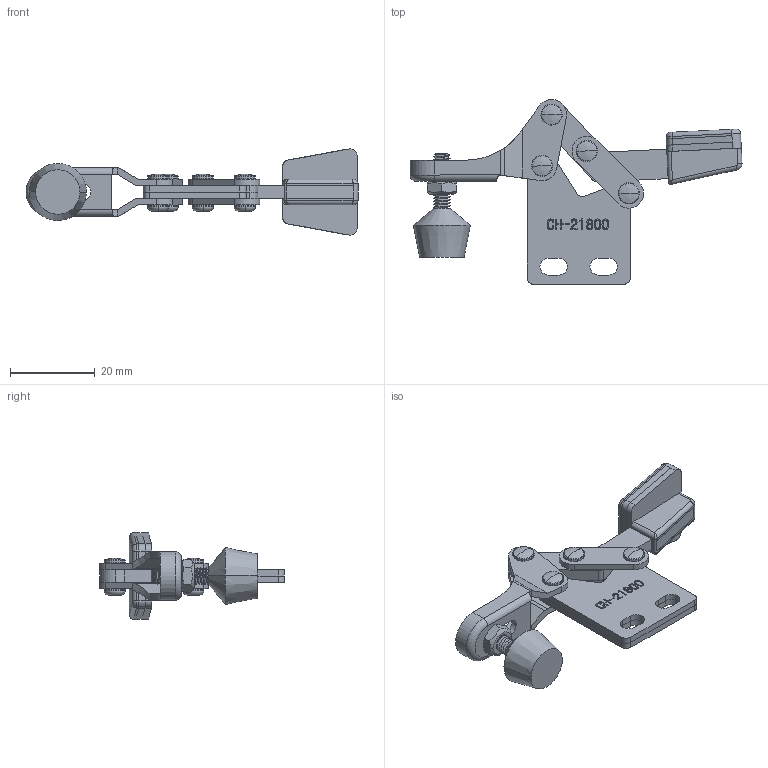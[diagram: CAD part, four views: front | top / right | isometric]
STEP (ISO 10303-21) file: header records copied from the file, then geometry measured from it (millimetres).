
FILE_DESCRIPTION (( 'STEP AP203' ), '1' );
FILE_NAME ('CH-21800.STEP', '2010-06-04T02:51:36', ( '·L?¥Î?' ), ( '·L?¤¤?' ), 'SwSTEP 2.0', 'SolidWorks 2005179', '' );
FILE_SCHEMA (( 'CONFIG_CONTROL_DESIGN' ));
Length unit declared in the file: millimetre
Products named in the file (8): 20800-04_??; CH-21800; 042507_??; 21800-01_??; 20800-03_??; 20800-02_??; 042507-02_??; 20800-06_??
Assembly tree (12 placements, depth 2):
  CH-21800
    20800-06_??  x4
    20800-03_??
    042507_??
    21800-01_??
    042507-02_??  x2
    20800-04_??  x2
    20800-02_??
Bounding box: 78.42 x 43.64 x 20.36 mm (x, y, z)
Volume: 7598.8 mm3; surface area: 9431.3 mm2
Topology: 13 solids, 15 shells, 715 faces, 1884 edges, 1227 vertices
Faces by surface type: plane 271, bspline 200, cylinder 160, torus 41, cone 35, sphere 8
Entity records: 38070 total; most frequent: CARTESIAN_POINT 23119, ORIENTED_EDGE 3258, DIRECTION 2275, EDGE_CURVE 1629, VERTEX_POINT 1072, VECTOR 899, LINE 899, AXIS2_PLACEMENT_3D 688
